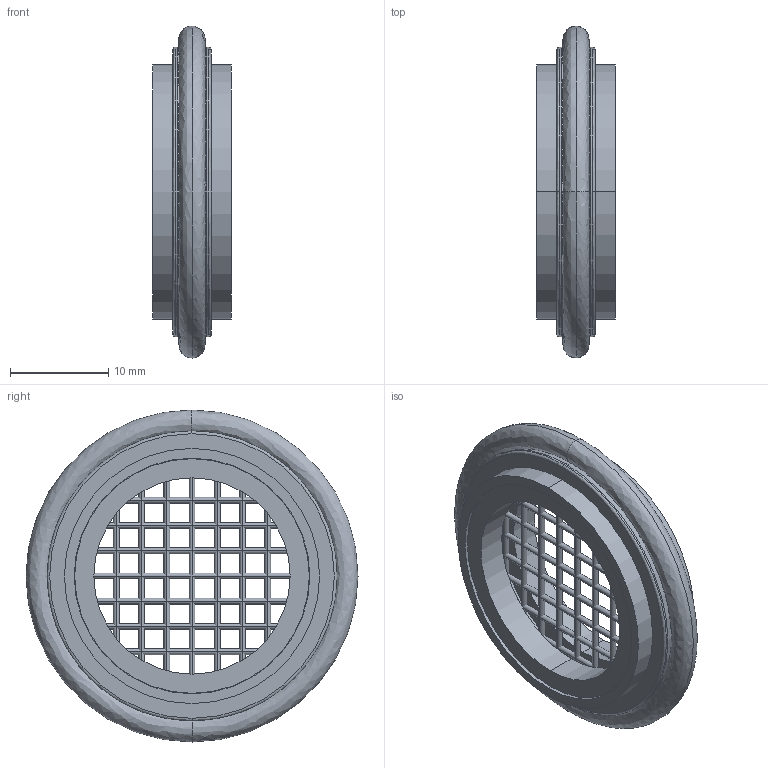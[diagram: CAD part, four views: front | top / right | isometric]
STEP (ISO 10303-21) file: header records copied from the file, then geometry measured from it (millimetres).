
FILE_DESCRIPTION( (''), '2;1');
FILE_NAME ('CAD708.7448.VP2025-M_8379.stp','2017-05-11T11:34:38',(''),(''),'spGate 12.6.6','','');
FILE_SCHEMA (('AUTOMOTIVE_DESIGN'));
Length unit declared in the file: millimetre
Products named in the file (9): Assembly; VP2025-1; VP2025-2; 1-2; 2-2; 3-2; 4-2; 5-2; VP2025-23
Assembly tree (21 placements, depth 2):
  Assembly
    VP2025-1
    VP2025-2
    1-2  x2
    2-2  x4
    3-2  x4
    4-2  x4
    5-2  x4
    VP2025-23
Bounding box: 8 x 33.83 x 33.83 mm (x, y, z)
Volume: 2590.3 mm3; surface area: 4166.1 mm2
Topology: 21 solids, 21 shells, 105 faces, 174 edges, 112 vertices
Faces by surface type: cylinder 52, plane 43, bspline 10
Entity records: 2720 total; most frequent: CARTESIAN_POINT 516, DIRECTION 268, ORIENTED_EDGE 192, COLOUR_RGB 157, PRESENTATION_STYLE_ASSIGNMENT 157, STYLED_ITEM 157, AXIS2_PLACEMENT_3D 134, EDGE_CURVE 96
